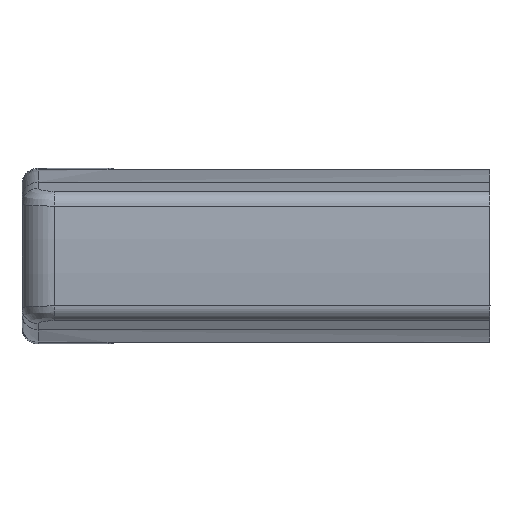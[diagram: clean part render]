
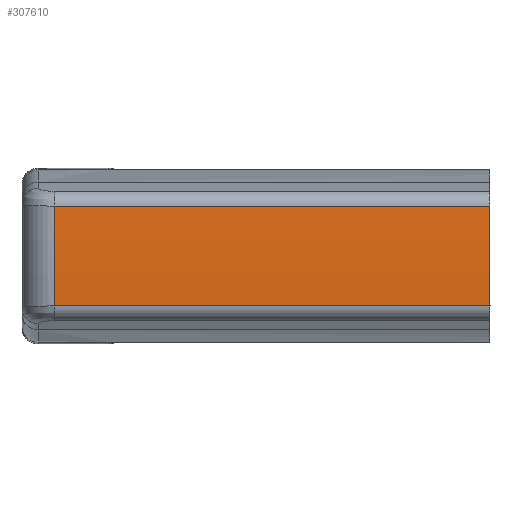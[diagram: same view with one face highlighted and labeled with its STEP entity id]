
A CAD part, left-side view. The second image highlights one B-rep face of the part: STEP entity #307610.
In plain terms, the highlighted cylindrical face has radius 44.674 mm (diameter 89.347 mm), a partial arc.
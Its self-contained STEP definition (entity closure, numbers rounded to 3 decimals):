
#13970=CARTESIAN_POINT('',(-11.393,-22.,56.905));
#13980=VERTEX_POINT('',#13970);
#14010=CARTESIAN_POINT('',(33.174,-22.,60.));
#14020=DIRECTION('',(-0.,1.,0.));
#14030=DIRECTION('',(-0.997,0.,-0.073));
#14040=AXIS2_PLACEMENT_3D('',#14010,#14020,#14030);
#14050=CIRCLE('',#14040,44.674);
#14060=CARTESIAN_POINT('',(-11.393,-22.,63.095));
#14070=VERTEX_POINT('',#14060);
#14080=EDGE_CURVE('',#13980,#14070,#14050,.T.);
#18890=CARTESIAN_POINT('',(-11.393,5.,
63.095));
#18900=VERTEX_POINT('',#18890);
#18930=CARTESIAN_POINT('',(33.174,5.,
60.));
#18940=DIRECTION('',(-0.,1.,0.));
#18950=DIRECTION('',(1.,-0.,0.));
#18960=AXIS2_PLACEMENT_3D('',#18930,#18940,#18950);
#18970=CIRCLE('',#18960,44.674);
#18980=CARTESIAN_POINT('',(-11.393,5.,
56.905));
#18990=VERTEX_POINT('',#18980);
#19000=EDGE_CURVE('',#18990,#18900,#18970,.T.);
#305520=CARTESIAN_POINT('',(-11.393,-22.,63.095));
#305530=DIRECTION('',(0.,-1.,0.));
#305540=VECTOR('',#305530,1.);
#305550=LINE('',#305520,#305540);
#305560=EDGE_CURVE('',#18900,#14070,#305550,.T.);
#307450=CARTESIAN_POINT('',(33.174,-22.,60.));
#307460=DIRECTION('',(0.,-1.,0.));
#307470=DIRECTION('',(-0.997,0.,-0.073));
#307480=AXIS2_PLACEMENT_3D('',#307450,#307460,#307470);
#307490=CYLINDRICAL_SURFACE('',#307480,44.674);
#307500=CARTESIAN_POINT('',(-11.393,-22.,56.905));
#307510=DIRECTION('',(0.,-1.,0.));
#307520=VECTOR('',#307510,1.);
#307530=LINE('',#307500,#307520);
#307540=EDGE_CURVE('',#18990,#13980,#307530,.T.);
#307550=ORIENTED_EDGE('',*,*,#307540,.T.);
#307560=ORIENTED_EDGE('',*,*,#19000,.F.);
#307570=ORIENTED_EDGE('',*,*,#305560,.F.);
#307580=ORIENTED_EDGE('',*,*,#14080,.T.);
#307590=EDGE_LOOP('',(#307580,#307570,#307560,#307550));
#307600=FACE_OUTER_BOUND('',#307590,.T.);
#307610=ADVANCED_FACE('',(#307600),#307490,.T.);
